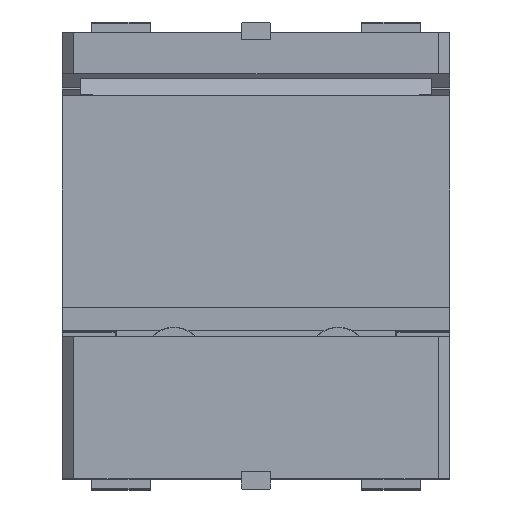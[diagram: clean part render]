
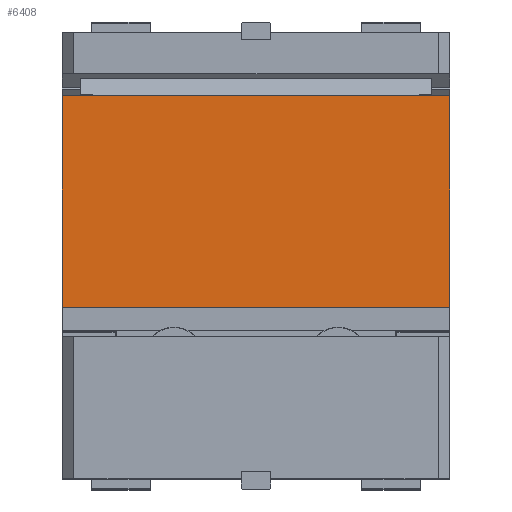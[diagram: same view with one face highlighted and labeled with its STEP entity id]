
A CAD part, top view. The second image highlights one B-rep face of the part: STEP entity #6408.
In plain terms, the highlighted planar face has unit normal (0, 0, 1).
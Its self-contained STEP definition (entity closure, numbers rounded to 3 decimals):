
#5412=CARTESIAN_POINT('Vertex',(165.,90.,0.)) ;
#5415=CARTESIAN_POINT('Line Origine',(165.,0.,0.)) ;
#5419=CARTESIAN_POINT('Vertex',(165.,-90.,0.)) ;
#6366=CARTESIAN_POINT('Line Origine',(0.,-90.,0.)) ;
#6370=CARTESIAN_POINT('Vertex',(-165.,-90.,0.)) ;
#6385=CARTESIAN_POINT('Axis2P3D Location',(165.,90.,0.)) ;
#6390=CARTESIAN_POINT('Line Origine',(0.,90.,0.)) ;
#6394=CARTESIAN_POINT('Vertex',(-165.,90.,0.)) ;
#6397=CARTESIAN_POINT('Line Origine',(-165.,0.,0.)) ;
#5416=DIRECTION('Vector Direction',(0.,-1.,0.)) ;
#6367=DIRECTION('Vector Direction',(-1.,0.,0.)) ;
#6386=DIRECTION('Axis2P3D Direction',(0.,0.,-1.)) ;
#6387=DIRECTION('Axis2P3D XDirection',(0.,1.,0.)) ;
#6391=DIRECTION('Vector Direction',(-1.,0.,0.)) ;
#6398=DIRECTION('Vector Direction',(0.,-1.,0.)) ;
#6388=AXIS2_PLACEMENT_3D('Plane Axis2P3D',#6385,#6386,#6387) ;
#6403=ORIENTED_EDGE('',*,*,#6372,.F.) ;
#6404=ORIENTED_EDGE('',*,*,#5421,.F.) ;
#6405=ORIENTED_EDGE('',*,*,#6396,.T.) ;
#6406=ORIENTED_EDGE('',*,*,#6401,.T.) ;
#5417=VECTOR('Line Direction',#5416,1.) ;
#6368=VECTOR('Line Direction',#6367,1.) ;
#6392=VECTOR('Line Direction',#6391,1.) ;
#6399=VECTOR('Line Direction',#6398,1.) ;
#6408=ADVANCED_FACE('CAM SLIDER',(#6407),#6389,.F.) ;
#5421=EDGE_CURVE('',#5413,#5420,#5418,.T.) ;
#6372=EDGE_CURVE('',#5420,#6371,#6369,.T.) ;
#6396=EDGE_CURVE('',#5413,#6395,#6393,.T.) ;
#6401=EDGE_CURVE('',#6395,#6371,#6400,.T.) ;
#6402=EDGE_LOOP('',(#6403,#6404,#6405,#6406)) ;
#6407=FACE_OUTER_BOUND('',#6402,.T.) ;
#5418=LINE('Line',#5415,#5417) ;
#6369=LINE('Line',#6366,#6368) ;
#6393=LINE('Line',#6390,#6392) ;
#6400=LINE('Line',#6397,#6399) ;
#6389=PLANE('Plane',#6388) ;
#5413=VERTEX_POINT('',#5412) ;
#5420=VERTEX_POINT('',#5419) ;
#6371=VERTEX_POINT('',#6370) ;
#6395=VERTEX_POINT('',#6394) ;
